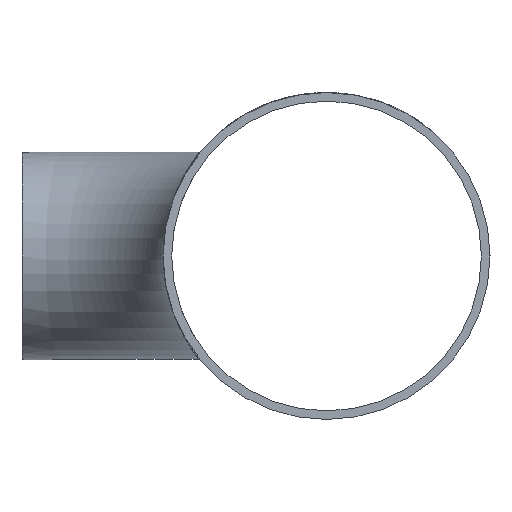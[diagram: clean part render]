
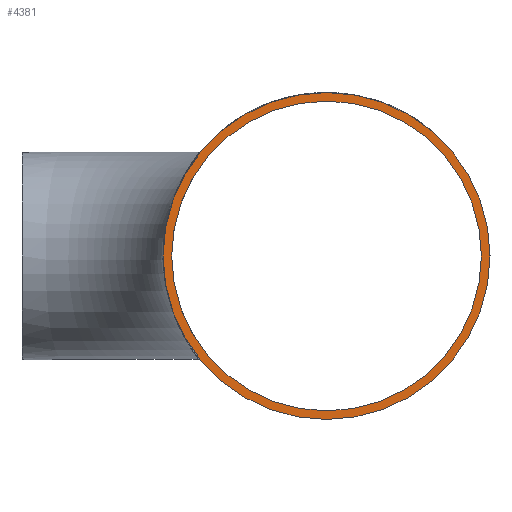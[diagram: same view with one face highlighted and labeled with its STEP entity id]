
A CAD part, left-side view. The second image highlights one B-rep face of the part: STEP entity #4381.
In plain terms, the highlighted planar face has unit normal (-1, 0, 0).
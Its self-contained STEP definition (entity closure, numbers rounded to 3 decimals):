
#1298 = DIRECTION ( 'NONE',  ( 0., 0., -1. ) ) ;
#1313 = DIRECTION ( 'NONE',  ( 1., 0., 0. ) ) ;
#1798 = EDGE_LOOP ( 'NONE', ( #27154 ) ) ;
#3509 = CARTESIAN_POINT ( 'NONE',  ( -95., -70.89, -38.05 ) ) ;
#3921 = DIRECTION ( 'NONE',  ( 0., 0., -1. ) ) ;
#4340 = AXIS2_PLACEMENT_3D ( 'NONE', #8553, #1313, #5806 ) ;
#4381 = ADVANCED_FACE ( 'NONE', ( #15472, #25274 ), #28007, .F. ) ;
#5806 = DIRECTION ( 'NONE',  ( 0., 0., -1. ) ) ;
#7245 = AXIS2_PLACEMENT_3D ( 'NONE', #28393, #16332, #3921 ) ;
#8547 = EDGE_CURVE ( 'NONE', #17856, #17856, #19086, .T. ) ;
#8553 = CARTESIAN_POINT ( 'NONE',  ( -95., -70.89, 0. ) ) ;
#9063 = ORIENTED_EDGE ( 'NONE', *, *, #25829, .T. ) ;
#15161 = CIRCLE ( 'NONE', #4340, 36.05 ) ;
#15472 = FACE_BOUND ( 'NONE', #18309, .T. ) ;
#15798 = CARTESIAN_POINT ( 'NONE',  ( -95., -70.89, 0. ) ) ;
#16332 = DIRECTION ( 'NONE',  ( 1., 0., 0. ) ) ;
#17856 = VERTEX_POINT ( 'NONE', #3509 ) ;
#18309 = EDGE_LOOP ( 'NONE', ( #9063 ) ) ;
#19086 = CIRCLE ( 'NONE', #7245, 38.05 ) ;
#21168 = AXIS2_PLACEMENT_3D ( 'NONE', #15798, #30403, #1298 ) ;
#25274 = FACE_OUTER_BOUND ( 'NONE', #1798, .T. ) ;
#25829 = EDGE_CURVE ( 'NONE', #27498, #27498, #15161, .T. ) ;
#27154 = ORIENTED_EDGE ( 'NONE', *, *, #8547, .F. ) ;
#27498 = VERTEX_POINT ( 'NONE', #30521 ) ;
#28007 = PLANE ( 'NONE',  #21168 ) ;
#28393 = CARTESIAN_POINT ( 'NONE',  ( -95., -70.89, 0. ) ) ;
#30403 = DIRECTION ( 'NONE',  ( 1., 0., 0. ) ) ;
#30521 = CARTESIAN_POINT ( 'NONE',  ( -95., -70.89, -36.05 ) ) ;
